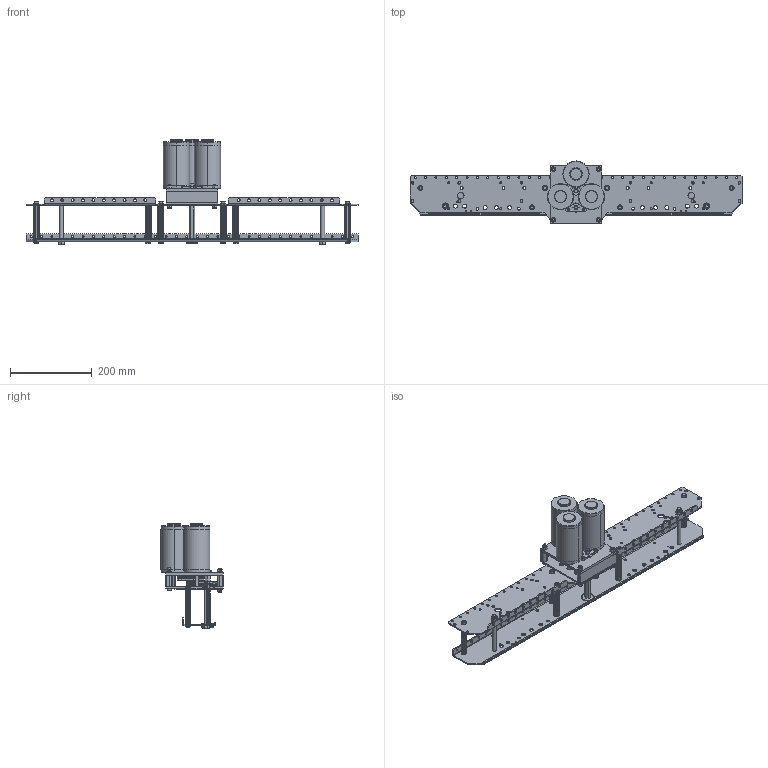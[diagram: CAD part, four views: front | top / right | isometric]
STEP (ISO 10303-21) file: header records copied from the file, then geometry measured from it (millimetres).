
FILE_DESCRIPTION (( 'STEP AP203' ), '1' );
FILE_NAME ('AM14U-TC.STEP', '2014-01-08T15:33:45', ( '' ), ( '' ), 'SwSTEP 2.0', 'SolidWorks 2010', '' );
FILE_SCHEMA (( 'CONFIG_CONTROL_DESIGN' ));
Length unit declared in the file: inch
Products named in the file (24): AM14U-TC; Chassis Frame - Long Module; Inside Plate - Master; Outside Plate - Master; Churro 3375; 375-16 x 4250 Hex Bolt_HFBOLT 0.375-16x2.5x1-C; 3-8-16 NyLock Nut - Mcm 95615A140_95615A140; FHTS 0.25-20-0.75_FHTS 0.25-20-G-0.75-C; 3CIM TB Special - AM14U; Toughbox 50T Output; 500 E-klip; Toughbox 14T Small Cluster; Toughbox 50T Large Cluster; TB Hex Shaft; FR6ZZ Bearing; CIM Motor SW; 3CIM TB Special Motor Plate; Toughbox d29a; ex-2508 Spacer; 3CIM TB Special Shaft Plate; TB Output Shaft Hex L-Base 2; SHCS 14-20 x 2; 14-20 Nylock Nut_97135A210; FR8ZZ Hex Bearing
Assembly tree (53 placements, depth 3):
  AM14U-TC
    3CIM TB Special - AM14U
      Toughbox 50T Output
      FR8ZZ Hex Bearing
      CIM Motor SW  x3
      14-20 Nylock Nut_97135A210  x4
      500 E-klip
      TB Output Shaft Hex L-Base 2
      FR6ZZ Bearing  x3
      SHCS 14-20 x 2  x4
      3CIM TB Special Motor Plate
      Toughbox 14T Small Cluster
      Toughbox d29a
      Toughbox 50T Large Cluster
      ex-2508 Spacer  x2
      TB Hex Shaft
      3CIM TB Special Shaft Plate
    Chassis Frame - Long Module
      Churro 3375  x6
      FHTS 0.25-20-0.75_FHTS 0.25-20-G-0.75-C  x12
      375-16 x 4250 Hex Bolt_HFBOLT 0.375-16x2.5x1-C  x2
      Outside Plate - Master
      3-8-16 NyLock Nut - Mcm 95615A140_95615A140  x2
      Inside Plate - Master
    FR8ZZ Hex Bearing
Bounding box: 812.8 x 151.94 x 255.77 mm (x, y, z)
Volume: 1984873.3 mm3; surface area: 642834.7 mm2
Topology: 57 solids, 57 shells, 2544 faces, 6464 edges, 4116 vertices
Faces by surface type: cylinder 1436, plane 660, cone 380, torus 68
Entity records: 55971 total; most frequent: CARTESIAN_POINT 10588, DIRECTION 9586, ORIENTED_EDGE 8402, EDGE_CURVE 4201, AXIS2_PLACEMENT_3D 3967, VERTEX_POINT 2722, CIRCLE 2356, EDGE_LOOP 2065
